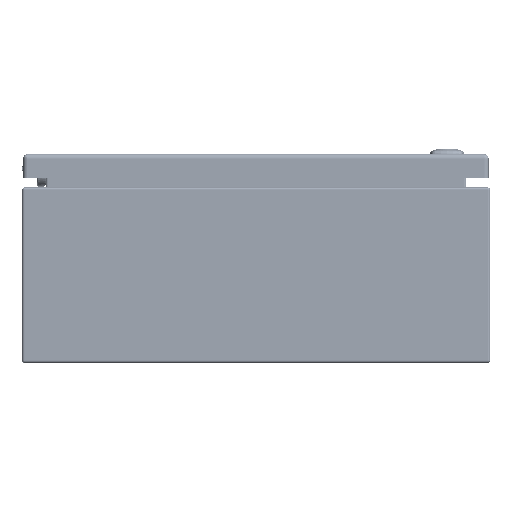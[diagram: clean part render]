
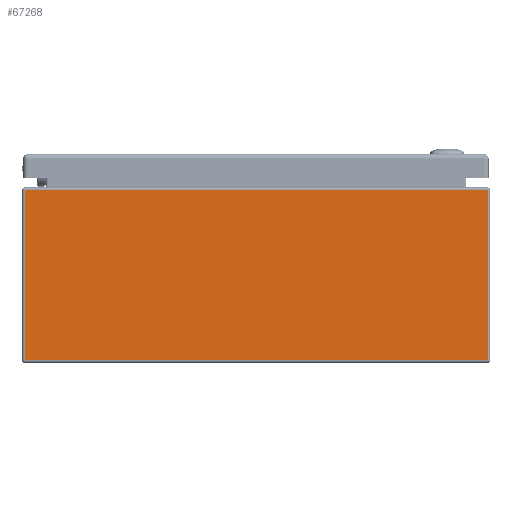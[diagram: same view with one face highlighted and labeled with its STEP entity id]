
A CAD part, front view. The second image highlights one B-rep face of the part: STEP entity #67268.
In plain terms, the highlighted planar face has unit normal (0, -1, 0).
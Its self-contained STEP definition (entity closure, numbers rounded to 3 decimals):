
#6823=LINE('',#94512,#10959);
#6829=LINE('',#94530,#10965);
#6833=LINE('',#94547,#10969);
#6867=LINE('',#94710,#11003);
#10959=VECTOR('',#78306,0.394);
#10965=VECTOR('',#78326,0.394);
#10969=VECTOR('',#78344,0.394);
#11003=VECTOR('',#78530,0.394);
#16205=FACE_OUTER_BOUND('',#20367,.T.);
#20367=EDGE_LOOP('',(#44850,#44851,#44852,#44853));
#27303=VERTEX_POINT('',#94503);
#27306=VERTEX_POINT('',#94510);
#27311=VERTEX_POINT('',#94529);
#27316=VERTEX_POINT('',#94540);
#33998=EDGE_CURVE('',#27306,#27303,#6823,.T.);
#34007=EDGE_CURVE('',#27303,#27311,#6829,.T.);
#34016=EDGE_CURVE('',#27311,#27316,#6833,.T.);
#34098=EDGE_CURVE('',#27316,#27306,#6867,.T.);
#44850=ORIENTED_EDGE('',*,*,#33998,.F.);
#44851=ORIENTED_EDGE('',*,*,#34098,.F.);
#44852=ORIENTED_EDGE('',*,*,#34016,.F.);
#44853=ORIENTED_EDGE('',*,*,#34007,.F.);
#65775=PLANE('',#72339);
#67268=ADVANCED_FACE('',(#16205),#65775,.F.);
#72339=AXIS2_PLACEMENT_3D('',#94709,#78528,#78529);
#78306=DIRECTION('',(0.,0.,1.));
#78326=DIRECTION('',(1.,0.,0.));
#78344=DIRECTION('',(0.,0.,-1.));
#78528=DIRECTION('center_axis',(0.,1.,0.));
#78529=DIRECTION('ref_axis',(0.,0.,1.));
#78530=DIRECTION('',(-1.,0.,0.));
#94503=CARTESIAN_POINT('',(-7.916,-12.,5.916));
#94510=CARTESIAN_POINT('',(-7.916,-12.,0.084));
#94512=CARTESIAN_POINT('',(-7.916,-12.,5.916));
#94529=CARTESIAN_POINT('',(7.916,-12.,5.916));
#94530=CARTESIAN_POINT('',(-7.078,-12.,5.916));
#94540=CARTESIAN_POINT('',(7.916,-12.,0.084));
#94547=CARTESIAN_POINT('',(7.916,-12.,5.916));
#94709=CARTESIAN_POINT('Origin',(7.078,-12.,5.916));
#94710=CARTESIAN_POINT('',(7.518,-12.,0.084));
